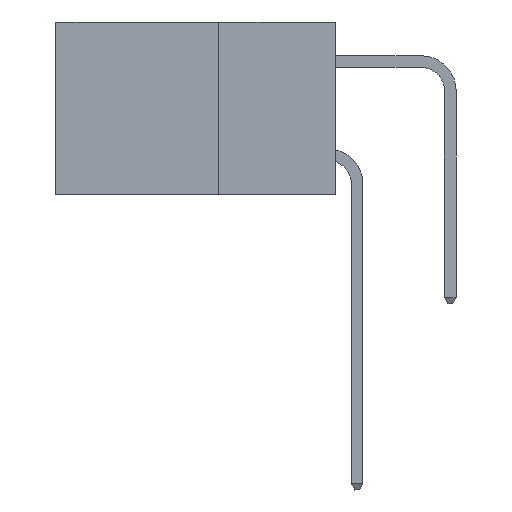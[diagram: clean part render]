
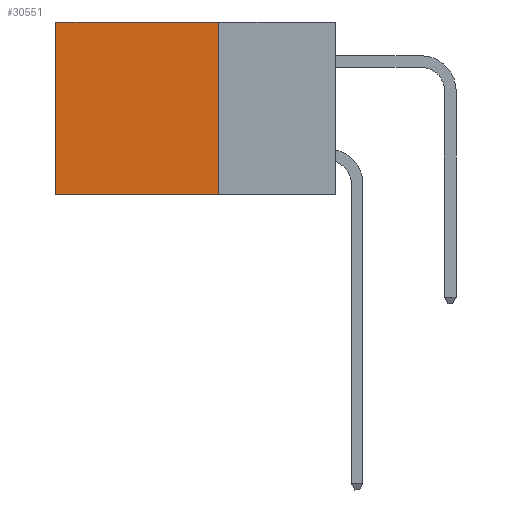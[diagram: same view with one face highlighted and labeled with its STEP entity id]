
A CAD part, left-side view. The second image highlights one B-rep face of the part: STEP entity #30551.
In plain terms, the highlighted planar face has unit normal (-1, 0, 0).
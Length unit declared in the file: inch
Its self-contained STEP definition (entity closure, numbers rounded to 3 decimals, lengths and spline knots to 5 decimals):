
#591 = CARTESIAN_POINT ( 'NONE',  ( 0.2875, 0.6, 0. ) ) ;
#3300 = ORIENTED_EDGE ( 'NONE', *, *, #26535, .T. ) ;
#5510 = ORIENTED_EDGE ( 'NONE', *, *, #42176, .T. ) ;
#6704 = VECTOR ( 'NONE', #41342, 39.37008 ) ;
#6860 = AXIS2_PLACEMENT_3D ( 'NONE', #34936, #31586, #31719 ) ;
#7432 = CARTESIAN_POINT ( 'NONE',  ( 0.2875, 0.25, 0. ) ) ;
#7941 = ORIENTED_EDGE ( 'NONE', *, *, #12348, .F. ) ;
#8083 = FACE_OUTER_BOUND ( 'NONE', #34383, .T. ) ;
#10248 = CARTESIAN_POINT ( 'NONE',  ( 0.2875, 0.6, -0.37 ) ) ;
#10557 = VERTEX_POINT ( 'NONE', #591 ) ;
#10589 = DIRECTION ( 'NONE',  ( 0., 1., 0. ) ) ;
#11559 = CARTESIAN_POINT ( 'NONE',  ( 0.2875, 0.25, 0. ) ) ;
#12348 = EDGE_CURVE ( 'NONE', #28273, #37253, #31087, .T. ) ;
#16071 = VECTOR ( 'NONE', #10589, 39.37008 ) ;
#18350 = CARTESIAN_POINT ( 'NONE',  ( 0.2875, 0.25, -0.37 ) ) ;
#18787 = PLANE ( 'NONE',  #6860 ) ;
#20725 = EDGE_CURVE ( 'NONE', #37253, #21272, #31861, .T. ) ;
#21272 = VERTEX_POINT ( 'NONE', #10248 ) ;
#21802 = ORIENTED_EDGE ( 'NONE', *, *, #20725, .F. ) ;
#21963 = LINE ( 'NONE', #38190, #37550 ) ;
#22203 = DIRECTION ( 'NONE',  ( 0., 0., -1. ) ) ;
#22321 = LINE ( 'NONE', #23128, #16071 ) ;
#23128 = CARTESIAN_POINT ( 'NONE',  ( 0.2875, 0.25, 0. ) ) ;
#26535 = EDGE_CURVE ( 'NONE', #10557, #21272, #21963, .T. ) ;
#28273 = VERTEX_POINT ( 'NONE', #7432 ) ;
#30551 = ADVANCED_FACE ( 'NONE', ( #8083 ), #18787, .F. ) ;
#31087 = LINE ( 'NONE', #11559, #6704 ) ;
#31586 = DIRECTION ( 'NONE',  ( 1., 0., 0. ) ) ;
#31719 = DIRECTION ( 'NONE',  ( 0., 0., -1. ) ) ;
#31861 = LINE ( 'NONE', #36649, #37585 ) ;
#33011 = DIRECTION ( 'NONE',  ( 0., 1., 0. ) ) ;
#34383 = EDGE_LOOP ( 'NONE', ( #3300, #21802, #7941, #5510 ) ) ;
#34936 = CARTESIAN_POINT ( 'NONE',  ( 0.2875, 0.25, 0. ) ) ;
#36649 = CARTESIAN_POINT ( 'NONE',  ( 0.2875, 0.25, -0.37 ) ) ;
#37253 = VERTEX_POINT ( 'NONE', #18350 ) ;
#37550 = VECTOR ( 'NONE', #22203, 39.37008 ) ;
#37585 = VECTOR ( 'NONE', #33011, 39.37008 ) ;
#38190 = CARTESIAN_POINT ( 'NONE',  ( 0.2875, 0.6, 0. ) ) ;
#41342 = DIRECTION ( 'NONE',  ( 0., 0., -1. ) ) ;
#42176 = EDGE_CURVE ( 'NONE', #28273, #10557, #22321, .T. ) ;
